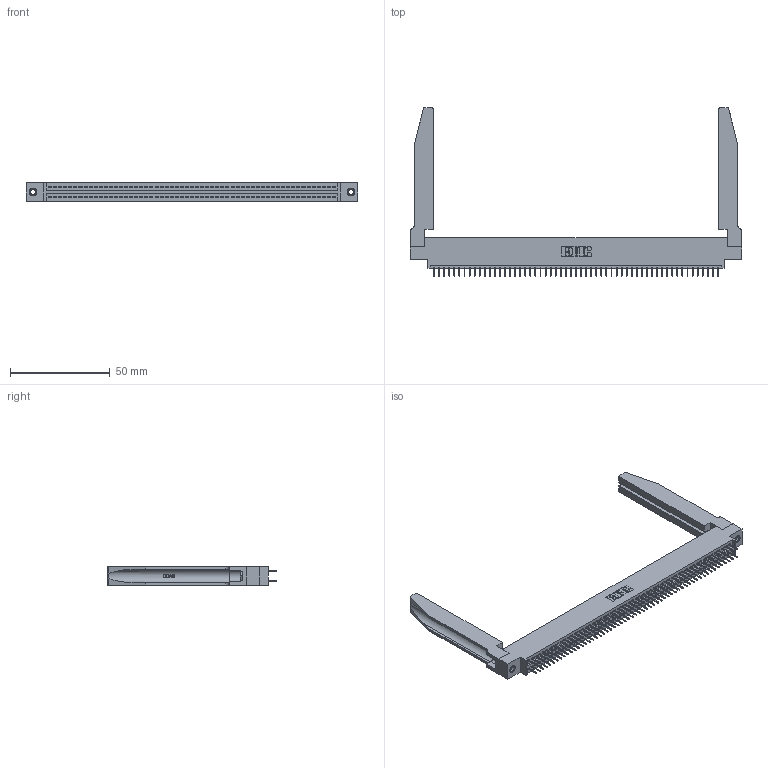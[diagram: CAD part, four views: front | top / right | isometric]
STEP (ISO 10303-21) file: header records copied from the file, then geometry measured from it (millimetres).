
FILE_DESCRIPTION (( 'STEP AP203' ), '1' );
FILE_NAME ('395-114-524-878.STEP', '2019-10-27T17:46:53', ( '' ), ( '' ), 'SwSTEP 2.0', 'SolidWorks 2016', '' );
FILE_SCHEMA (( 'CONFIG_CONTROL_DESIGN' ));
Length unit declared in the file: inch
Products named in the file (5): 345-250-001_345-250-001-102; 345-220-078_345-220-078; 395-114-524-878; 345 Part_0.170 Offset - 0.156 Dia-TH; 345-292-001_345-293-124
Assembly tree (119 placements, depth 2):
  395-114-524-878
    345 Part_0.170 Offset - 0.156 Dia-TH
    345-292-001_345-293-124  x114
    345-250-001_345-250-001-102  x2
    345-220-078_345-220-078  x2
Bounding box: 166.01 x 84.63 x 9.4 mm (x, y, z)
Volume: 23750.6 mm3; surface area: 30438.4 mm2
Topology: 119 solids, 119 shells, 6520 faces, 18403 edges, 11802 vertices
Faces by surface type: plane 4672, cylinder 1796, bspline 36, cone 12, torus 4
Entity records: 47650 total; most frequent: CARTESIAN_POINT 8891, ORIENTED_EDGE 7722, DIRECTION 6815, EDGE_CURVE 3861, VECTOR 3411, LINE 3411, VERTEX_POINT 2564, AXIS2_PLACEMENT_3D 1702
